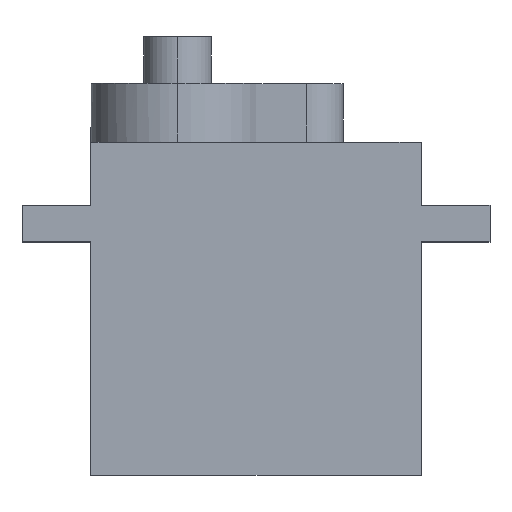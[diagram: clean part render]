
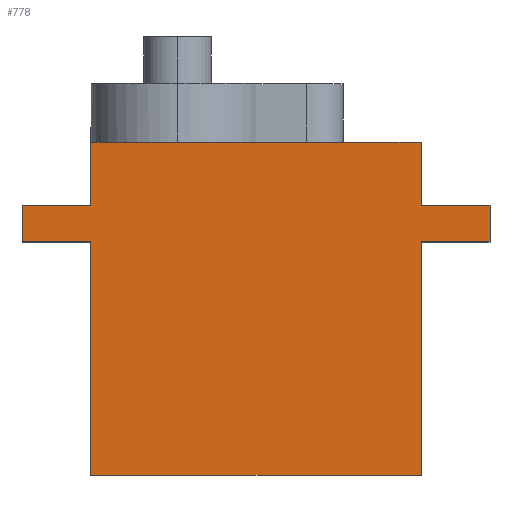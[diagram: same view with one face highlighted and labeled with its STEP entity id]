
A CAD part, top view. The second image highlights one B-rep face of the part: STEP entity #778.
In plain terms, the highlighted free-form (B-spline) face has degree [1, 1] with [2, 2] control points.
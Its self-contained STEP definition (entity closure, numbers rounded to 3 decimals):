
#128 = VERTEX_POINT('',#129);
#129 = CARTESIAN_POINT('',(-7.11,30.168,
    0.));
#394 = EDGE_CURVE('',#395,#128,#397,.T.);
#395 = VERTEX_POINT('',#396);
#396 = CARTESIAN_POINT('',(14.951,30.168,0.));
#397 = B_SPLINE_CURVE_WITH_KNOTS('',1,(#398,#399),.UNSPECIFIED.,.F.,.F.,
  (2,2),(-0.,16.6),.PIECEWISE_BEZIER_KNOTS.);
#398 = CARTESIAN_POINT('',(14.951,30.168,0.));
#399 = CARTESIAN_POINT('',(-7.11,30.168,0.));
#444 = VERTEX_POINT('',#445);
#445 = CARTESIAN_POINT('',(-14.951,30.168,0.));
#450 = EDGE_CURVE('',#128,#444,#451,.T.);
#451 = B_SPLINE_CURVE_WITH_KNOTS('',1,(#452,#453),.UNSPECIFIED.,.F.,.F.,
  (2,2),(16.6,22.5),.PIECEWISE_BEZIER_KNOTS.);
#452 = CARTESIAN_POINT('',(-7.11,30.168,0.));
#453 = CARTESIAN_POINT('',(-14.951,30.168,0.));
#495 = VERTEX_POINT('',#496);
#496 = CARTESIAN_POINT('',(-21.197,24.453,0.));
#501 = EDGE_CURVE('',#495,#502,#504,.T.);
#502 = VERTEX_POINT('',#503);
#503 = CARTESIAN_POINT('',(-14.951,24.453,0.));
#504 = B_SPLINE_CURVE_WITH_KNOTS('',1,(#505,#506),.UNSPECIFIED.,.F.,.F.,
  (2,2),(0.,4.7),.PIECEWISE_BEZIER_KNOTS.);
#505 = CARTESIAN_POINT('',(-21.197,24.453,0.));
#506 = CARTESIAN_POINT('',(-14.951,24.453,0.));
#551 = VERTEX_POINT('',#552);
#552 = CARTESIAN_POINT('',(-14.951,21.131,
    0.));
#557 = EDGE_CURVE('',#558,#551,#560,.T.);
#558 = VERTEX_POINT('',#559);
#559 = CARTESIAN_POINT('',(-21.197,21.131,
    0.));
#560 = B_SPLINE_CURVE_WITH_KNOTS('',1,(#561,#562),.UNSPECIFIED.,.F.,.F.,
  (2,2),(0.,4.7),.PIECEWISE_BEZIER_KNOTS.);
#561 = CARTESIAN_POINT('',(-21.197,21.131,
    0.));
#562 = CARTESIAN_POINT('',(-14.951,21.131,
    0.));
#620 = EDGE_CURVE('',#495,#558,#621,.T.);
#621 = B_SPLINE_CURVE_WITH_KNOTS('',1,(#622,#623),.UNSPECIFIED.,.F.,.F.,
  (2,2),(0.,2.5),.PIECEWISE_BEZIER_KNOTS.);
#622 = CARTESIAN_POINT('',(-21.197,24.453,0.));
#623 = CARTESIAN_POINT('',(-21.197,21.131,
    0.));
#633 = EDGE_CURVE('',#551,#634,#636,.T.);
#634 = VERTEX_POINT('',#635);
#635 = CARTESIAN_POINT('',(-14.951,0.,0.));
#636 = B_SPLINE_CURVE_WITH_KNOTS('',1,(#637,#638),.UNSPECIFIED.,.F.,.F.,
  (2,2),(-15.9,-0.),.PIECEWISE_BEZIER_KNOTS.);
#637 = CARTESIAN_POINT('',(-14.951,21.131,0.));
#638 = CARTESIAN_POINT('',(-14.951,0.,0.));
#667 = EDGE_CURVE('',#444,#502,#668,.T.);
#668 = B_SPLINE_CURVE_WITH_KNOTS('',1,(#669,#670),.UNSPECIFIED.,.F.,.F.,
  (2,2),(-22.7,-18.4),.PIECEWISE_BEZIER_KNOTS.);
#669 = CARTESIAN_POINT('',(-14.951,30.168,0.));
#670 = CARTESIAN_POINT('',(-14.951,24.453,0.));
#692 = VERTEX_POINT('',#693);
#693 = CARTESIAN_POINT('',(21.197,24.453,0.));
#698 = EDGE_CURVE('',#692,#699,#701,.T.);
#699 = VERTEX_POINT('',#700);
#700 = CARTESIAN_POINT('',(21.197,21.131,
    0.));
#701 = B_SPLINE_CURVE_WITH_KNOTS('',1,(#702,#703),.UNSPECIFIED.,.F.,.F.,
  (2,2),(0.,2.5),.PIECEWISE_BEZIER_KNOTS.);
#702 = CARTESIAN_POINT('',(21.197,24.453,0.));
#703 = CARTESIAN_POINT('',(21.197,21.131,
    0.));
#721 = VERTEX_POINT('',#722);
#722 = CARTESIAN_POINT('',(14.951,24.453,0.));
#733 = EDGE_CURVE('',#395,#721,#734,.T.);
#734 = B_SPLINE_CURVE_WITH_KNOTS('',1,(#735,#736),.UNSPECIFIED.,.F.,.F.,
  (2,2),(-22.7,-18.4),.PIECEWISE_BEZIER_KNOTS.);
#735 = CARTESIAN_POINT('',(14.951,30.168,0.));
#736 = CARTESIAN_POINT('',(14.951,24.453,0.));
#747 = VERTEX_POINT('',#748);
#748 = CARTESIAN_POINT('',(14.951,21.131,0.));
#755 = EDGE_CURVE('',#747,#756,#758,.T.);
#756 = VERTEX_POINT('',#757);
#757 = CARTESIAN_POINT('',(14.951,0.,0.));
#758 = B_SPLINE_CURVE_WITH_KNOTS('',1,(#759,#760),.UNSPECIFIED.,.F.,.F.,
  (2,2),(-15.9,-0.),.PIECEWISE_BEZIER_KNOTS.);
#759 = CARTESIAN_POINT('',(14.951,21.131,0.));
#760 = CARTESIAN_POINT('',(14.951,0.,0.));
#778 = ADVANCED_FACE('',(#779),#806,.F.);
#779 = FACE_BOUND('',#780,.T.);
#780 = EDGE_LOOP('',(#781,#782,#783,#784,#785,#786,#791,#792,#797,#798,
    #803,#804,#805));
#781 = ORIENTED_EDGE('',*,*,#667,.T.);
#782 = ORIENTED_EDGE('',*,*,#501,.F.);
#783 = ORIENTED_EDGE('',*,*,#620,.T.);
#784 = ORIENTED_EDGE('',*,*,#557,.T.);
#785 = ORIENTED_EDGE('',*,*,#633,.T.);
#786 = ORIENTED_EDGE('',*,*,#787,.F.);
#787 = EDGE_CURVE('',#756,#634,#788,.T.);
#788 = B_SPLINE_CURVE_WITH_KNOTS('',1,(#789,#790),.UNSPECIFIED.,.F.,.F.,
  (2,2),(-0.,22.5),.PIECEWISE_BEZIER_KNOTS.);
#789 = CARTESIAN_POINT('',(14.951,0.,0.));
#790 = CARTESIAN_POINT('',(-14.951,0.,0.));
#791 = ORIENTED_EDGE('',*,*,#755,.F.);
#792 = ORIENTED_EDGE('',*,*,#793,.F.);
#793 = EDGE_CURVE('',#699,#747,#794,.T.);
#794 = B_SPLINE_CURVE_WITH_KNOTS('',1,(#795,#796),.UNSPECIFIED.,.F.,.F.,
  (2,2),(-0.,4.7),.PIECEWISE_BEZIER_KNOTS.);
#795 = CARTESIAN_POINT('',(21.197,21.131,
    0.));
#796 = CARTESIAN_POINT('',(14.951,21.131,
    0.));
#797 = ORIENTED_EDGE('',*,*,#698,.F.);
#798 = ORIENTED_EDGE('',*,*,#799,.T.);
#799 = EDGE_CURVE('',#692,#721,#800,.T.);
#800 = B_SPLINE_CURVE_WITH_KNOTS('',1,(#801,#802),.UNSPECIFIED.,.F.,.F.,
  (2,2),(-0.,4.7),.PIECEWISE_BEZIER_KNOTS.);
#801 = CARTESIAN_POINT('',(21.197,24.453,0.));
#802 = CARTESIAN_POINT('',(14.951,24.453,0.));
#803 = ORIENTED_EDGE('',*,*,#733,.F.);
#804 = ORIENTED_EDGE('',*,*,#394,.T.);
#805 = ORIENTED_EDGE('',*,*,#450,.T.);
#806 = B_SPLINE_SURFACE_WITH_KNOTS('',1,1,(
    (#807,#808)
    ,(#809,#810
    )),.UNSPECIFIED.,.F.,.F.,.F.,(2,2),(2,2),(-4.7,27.2),(0.,22.7),
  .PIECEWISE_BEZIER_KNOTS.);
#807 = CARTESIAN_POINT('',(21.197,0.,0.));
#808 = CARTESIAN_POINT('',(21.197,30.168,0.));
#809 = CARTESIAN_POINT('',(-21.197,0.,0.));
#810 = CARTESIAN_POINT('',(-21.197,30.168,0.));
